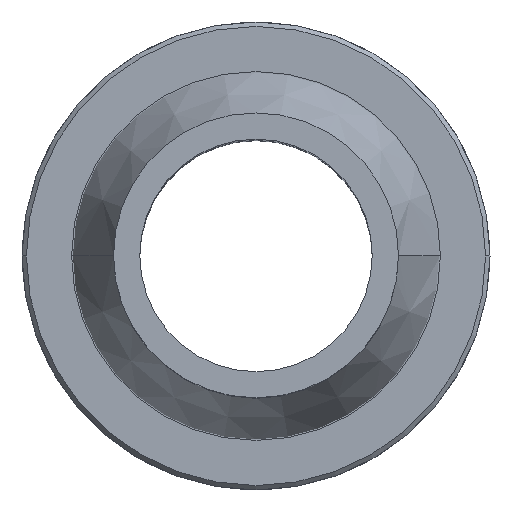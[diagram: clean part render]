
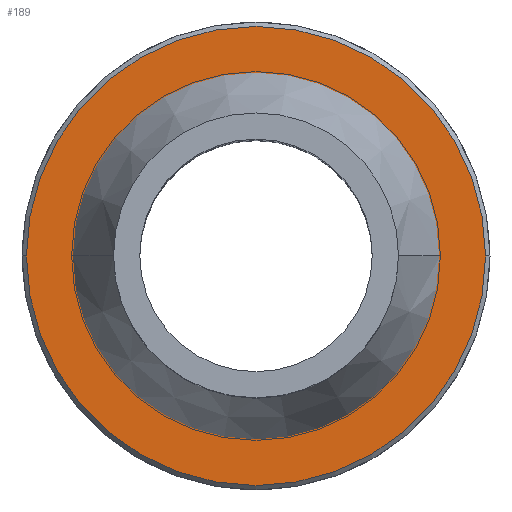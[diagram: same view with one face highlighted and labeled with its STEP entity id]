
A CAD part, top view. The second image highlights one B-rep face of the part: STEP entity #189.
In plain terms, the highlighted planar face has unit normal (0, 0, 1).
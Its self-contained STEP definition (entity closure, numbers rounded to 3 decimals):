
#189=ADVANCED_FACE('',(#418,#419),#420,.F.);
#418=FACE_OUTER_BOUND('',#698,.T.);
#419=FACE_BOUND('',#699,.T.);
#420=PLANE('',#700);
#698=EDGE_LOOP('',(#1146,#1147));
#699=EDGE_LOOP('',(#1148,#1149,#1150));
#700=AXIS2_PLACEMENT_3D('',#1151,#1152,#1153);
#1146=ORIENTED_EDGE('',*,*,#1783,.F.);
#1147=ORIENTED_EDGE('',*,*,#1774,.F.);
#1148=ORIENTED_EDGE('',*,*,#1778,.T.);
#1149=ORIENTED_EDGE('',*,*,#1784,.T.);
#1150=ORIENTED_EDGE('',*,*,#1779,.T.);
#1151=CARTESIAN_POINT('',(0.,0.,-27.0));
#1152=DIRECTION('',(0.,0.,-1.0));
#1153=DIRECTION('',(1.0,0.,0.));
#1774=EDGE_CURVE('',#2152,#2154,#2155,.T.);
#1778=EDGE_CURVE('',#2161,#2158,#2162,.T.);
#1779=EDGE_CURVE('',#2163,#2161,#2164,.T.);
#1783=EDGE_CURVE('',#2154,#2152,#2169,.T.);
#1784=EDGE_CURVE('',#2158,#2163,#2170,.T.);
#2152=VERTEX_POINT('',#2755);
#2154=VERTEX_POINT('',#2758);
#2155=CIRCLE('',#2759,50.75);
#2158=VERTEX_POINT('',#2763);
#2161=VERTEX_POINT('',#2767);
#2162=CIRCLE('',#2768,39.25);
#2163=VERTEX_POINT('',#2769);
#2164=CIRCLE('',#2770,39.25);
#2169=CIRCLE('',#2776,50.75);
#2170=CIRCLE('',#2777,39.25);
#2755=CARTESIAN_POINT('',(50.75,0.,-27.0));
#2758=CARTESIAN_POINT('',(-50.75,0.,-27.0));
#2759=AXIS2_PLACEMENT_3D('',#3578,#3579,#3580);
#2763=CARTESIAN_POINT('',(0.,-39.25,-27.0));
#2767=CARTESIAN_POINT('',(39.25,0.,-27.0));
#2768=AXIS2_PLACEMENT_3D('',#3583,#3584,#3585);
#2769=CARTESIAN_POINT('',(0.,39.25,-27.0));
#2770=AXIS2_PLACEMENT_3D('',#3586,#3587,#3588);
#2776=AXIS2_PLACEMENT_3D('',#3593,#3594,#3595);
#2777=AXIS2_PLACEMENT_3D('',#3596,#3597,#3598);
#3578=CARTESIAN_POINT('',(0.,0.,-27.0));
#3579=DIRECTION('',(0.,0.,-1.0));
#3580=DIRECTION('',(1.0,0.,0.));
#3583=CARTESIAN_POINT('',(0.,0.,-27.0));
#3584=DIRECTION('',(0.,0.,-1.0));
#3585=DIRECTION('',(-1.0,0.,0.));
#3586=CARTESIAN_POINT('',(0.,0.,-27.0));
#3587=DIRECTION('',(0.,0.,-1.0));
#3588=DIRECTION('',(-1.0,0.,0.));
#3593=CARTESIAN_POINT('',(0.,0.,-27.0));
#3594=DIRECTION('',(0.,0.,-1.0));
#3595=DIRECTION('',(1.0,0.,0.));
#3596=CARTESIAN_POINT('',(0.,0.,-27.0));
#3597=DIRECTION('',(0.,0.,-1.0));
#3598=DIRECTION('',(-1.0,0.,0.));
